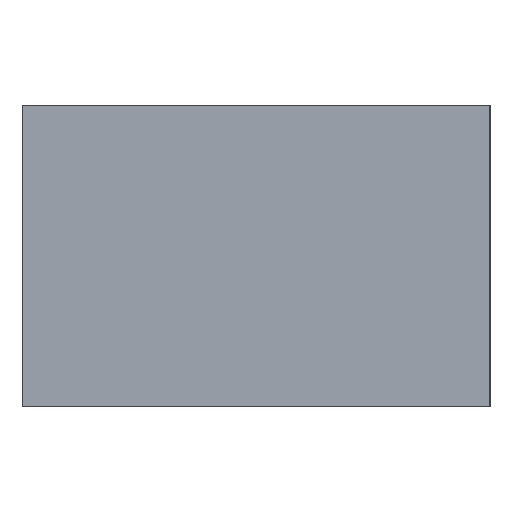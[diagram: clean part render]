
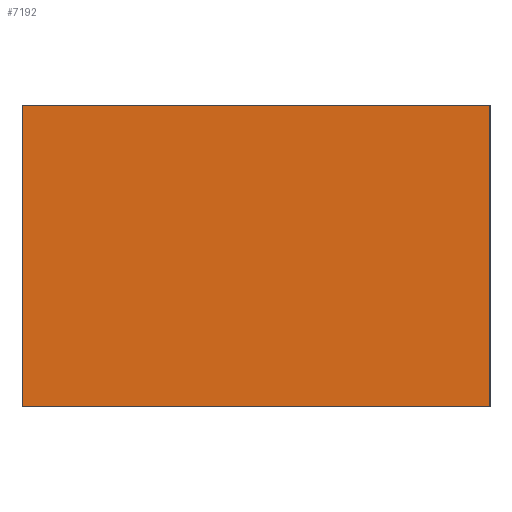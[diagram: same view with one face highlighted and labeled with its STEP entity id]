
A CAD part, left-side view. The second image highlights one B-rep face of the part: STEP entity #7192.
In plain terms, the highlighted planar face has unit normal (-1, 0, 0).
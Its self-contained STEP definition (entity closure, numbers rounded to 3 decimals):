
#613=ORIENTED_EDGE('',*,*,#1644,.T.);
#614=ORIENTED_EDGE('',*,*,#1645,.F.);
#615=ORIENTED_EDGE('',*,*,#1646,.T.);
#616=ORIENTED_EDGE('',*,*,#1597,.T.);
#1597=EDGE_CURVE('',#2114,#2113,#2552,.T.);
#1644=EDGE_CURVE('',#2113,#2159,#2585,.T.);
#1645=EDGE_CURVE('',#2160,#2159,#2586,.T.);
#1646=EDGE_CURVE('',#2160,#2114,#2587,.T.);
#2113=VERTEX_POINT('',#9909);
#2114=VERTEX_POINT('',#9911);
#2159=VERTEX_POINT('',#10075);
#2160=VERTEX_POINT('',#10077);
#2552=LINE('',#9910,#2730);
#2585=LINE('',#10074,#2763);
#2586=LINE('',#10076,#2764);
#2587=LINE('',#10078,#2765);
#2730=VECTOR('',#8299,1000.);
#2763=VECTOR('',#8346,1000.);
#2764=VECTOR('',#8347,1000.);
#2765=VECTOR('',#8348,1000.);
#2901=EDGE_LOOP('',(#613,#614,#615,#616));
#3601=FACE_BOUND('',#2901,.T.);
#4288=PLANE('',#7591);
#7192=ADVANCED_FACE('',(#3601),#4288,.F.);
#7591=AXIS2_PLACEMENT_3D('',#10073,#8344,#8345);
#8299=DIRECTION('',(0.,0.,-1.));
#8344=DIRECTION('',(1.,0.,0.));
#8345=DIRECTION('',(0.,0.,-1.));
#8346=DIRECTION('',(0.,-1.,0.));
#8347=DIRECTION('',(0.,0.,-1.));
#8348=DIRECTION('',(0.,1.,0.));
#9909=CARTESIAN_POINT('',(-52.5,25.,0.));
#9910=CARTESIAN_POINT('',(-52.5,25.,15.));
#9911=CARTESIAN_POINT('',(-52.5,25.,32.1));
#10073=CARTESIAN_POINT('',(-52.5,25.,15.));
#10074=CARTESIAN_POINT('',(-52.5,25.,0.));
#10075=CARTESIAN_POINT('',(-52.5,-25.,0.));
#10076=CARTESIAN_POINT('',(-52.5,-25.,15.));
#10077=CARTESIAN_POINT('',(-52.5,-25.,32.1));
#10078=CARTESIAN_POINT('',(-52.5,-25.,32.1));
